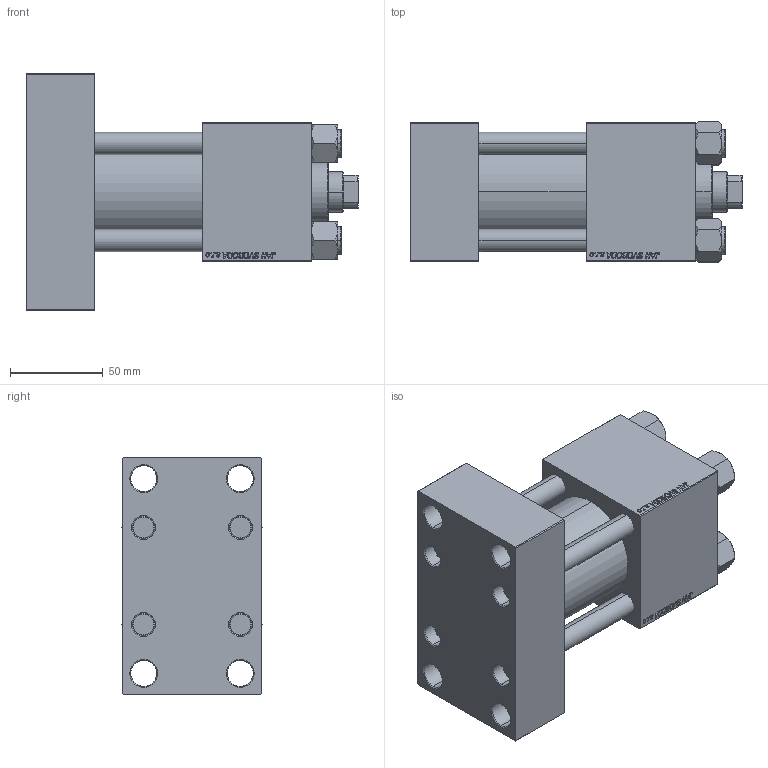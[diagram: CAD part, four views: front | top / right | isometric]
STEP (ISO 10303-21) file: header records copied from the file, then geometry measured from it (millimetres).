
FILE_DESCRIPTION (( 'STEP AP203' ), '1' );
FILE_NAME ('38c2.STEP', '2022-04-14T23:25:48', ( '' ), ( '' ), 'SwSTEP 2.0', 'SolidWorks 2019', '' );
FILE_SCHEMA (( 'CONFIG_CONTROL_DESIGN' ));
Length unit declared in the file: millimetre
Products named in the file (6): V215_VC_A fa0601fb4c2510ca27db51a3b65d83c3; V215CR_VCP_E fa0601fb4c2510ca27db51a3b65d83c3; 38c2; NUT_M5_E fa0601fb4c2510ca27db51a3b65d83c3; V215CR_E_Body fa0601fb4c2510ca27db51a3b65d83c3; V215CR_TYCINKA_E fa0601fb4c2510ca27db51a3b65d83c3
Assembly tree (11 placements, depth 2):
  38c2
    V215CR_E_Body fa0601fb4c2510ca27db51a3b65d83c3
    V215CR_VCP_E fa0601fb4c2510ca27db51a3b65d83c3
    V215CR_TYCINKA_E fa0601fb4c2510ca27db51a3b65d83c3  x4
    NUT_M5_E fa0601fb4c2510ca27db51a3b65d83c3  x4
    V215_VC_A fa0601fb4c2510ca27db51a3b65d83c3
Bounding box: 179 x 75.54 x 128 mm (x, y, z)
Volume: 789193.8 mm3; surface area: 172531.9 mm2
Topology: 11 solids, 11 shells, 1143 faces, 2868 edges, 1855 vertices
Faces by surface type: plane 500, bspline 392, cone 152, cylinder 91, torus 8
Entity records: 50148 total; most frequent: CARTESIAN_POINT 27087, ORIENTED_EDGE 5228, DIRECTION 3310, EDGE_CURVE 2614, VERTEX_POINT 1711, VECTOR 1562, LINE 1562, EDGE_LOOP 1159
